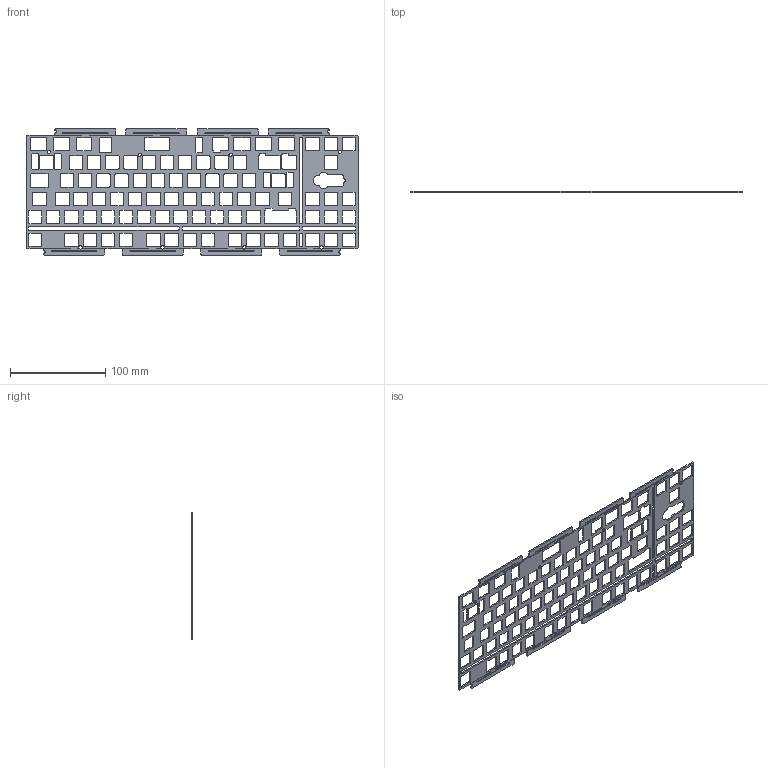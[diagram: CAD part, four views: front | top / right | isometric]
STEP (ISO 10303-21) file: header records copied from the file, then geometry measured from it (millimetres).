
FILE_DESCRIPTION(/* description */ (''),/* implementation_level */ '2;1');
FILE_NAME(/* name */ 'No2Rev2-Plate-Leaf.step',/* time_stamp */ '2021-05-07T16:23:22-04:00',/* author */ (''),/* organization */ (''),/* preprocessor_version */ 'ST-DEVELOPER v18.1',/* originating_system */ 'Autodesk Translation Framework v10.6.0.1341',/* authorisation */ '');
FILE_SCHEMA (('AUTOMOTIVE_DESIGN { 1 0 10303 214 3 1 1 }'));
Length unit declared in the file: millimetre
Products named in the file (1): Plate
Bounding box: 347.71 x 1.5 x 132.16 mm (x, y, z)
Volume: 34524.6 mm3; surface area: 59605.6 mm2
Topology: 1 solids, 1 shells, 1063 faces, 3183 edges, 2122 vertices
Faces by surface type: cylinder 540, plane 523
Full cylindrical faces by diameter (mm): 3.5 x4
Entity records: 36594 total; most frequent: DIRECTION 6391, CARTESIAN_POINT 6369, ORIENTED_EDGE 6366, EDGE_CURVE 3183, AXIS2_PLACEMENT_3D 2144, VERTEX_POINT 2122, LINE 2103, VECTOR 2103
